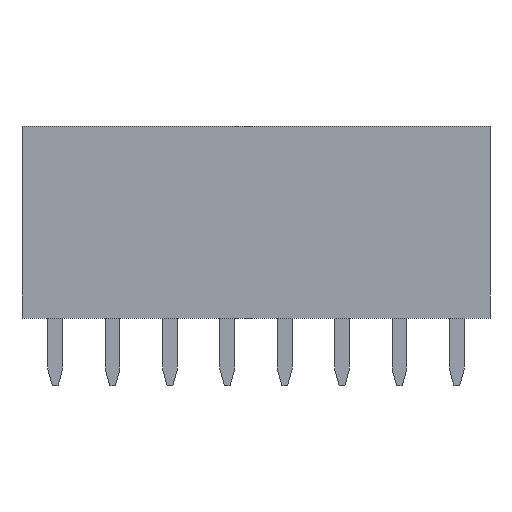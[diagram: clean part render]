
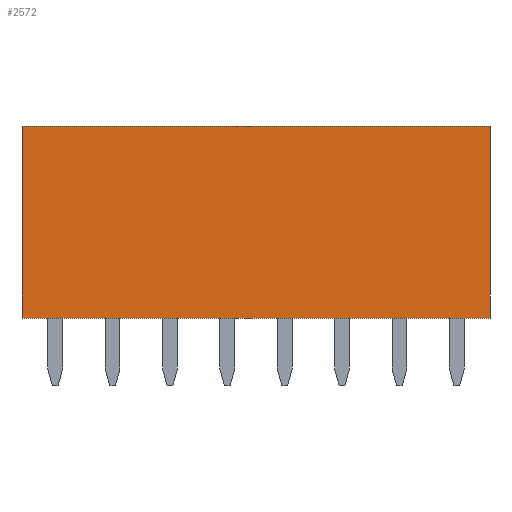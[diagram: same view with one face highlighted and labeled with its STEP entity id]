
A CAD part, front view. The second image highlights one B-rep face of the part: STEP entity #2572.
In plain terms, the highlighted planar face has unit normal (0, -1, 0).
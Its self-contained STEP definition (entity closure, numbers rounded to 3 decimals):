
#323 = CARTESIAN_POINT ( 'NONE',  ( 0., 0., 8.5 ) ) ;
#397 = DIRECTION ( 'NONE',  ( 0., 0., -1. ) ) ;
#559 = EDGE_CURVE ( 'NONE', #1167, #2402, #1625, .T. ) ;
#622 = EDGE_LOOP ( 'NONE', ( #2782, #1595, #4071, #2343 ) ) ;
#662 = DIRECTION ( 'NONE',  ( 0., 1., 0. ) ) ;
#836 = VECTOR ( 'NONE', #1292, 1000. ) ;
#934 = LINE ( 'NONE', #3769, #836 ) ;
#1017 = VECTOR ( 'NONE', #3301, 1000. ) ;
#1093 = EDGE_CURVE ( 'NONE', #1167, #3644, #934, .T. ) ;
#1106 = CARTESIAN_POINT ( 'NONE',  ( 20.72, 0., 8.5 ) ) ;
#1167 = VERTEX_POINT ( 'NONE', #3516 ) ;
#1292 = DIRECTION ( 'NONE',  ( 1., 0., 0. ) ) ;
#1447 = CARTESIAN_POINT ( 'NONE',  ( 20.72, 0., 8.5 ) ) ;
#1549 = AXIS2_PLACEMENT_3D ( 'NONE', #323, #662, #2907 ) ;
#1595 = ORIENTED_EDGE ( 'NONE', *, *, #2276, .F. ) ;
#1625 = LINE ( 'NONE', #2679, #1822 ) ;
#1799 = LINE ( 'NONE', #1106, #1017 ) ;
#1822 = VECTOR ( 'NONE', #397, 1000. ) ;
#1823 = CARTESIAN_POINT ( 'NONE',  ( 0., 0., 0. ) ) ;
#2050 = LINE ( 'NONE', #3353, #2701 ) ;
#2276 = EDGE_CURVE ( 'NONE', #3644, #2590, #1799, .T. ) ;
#2309 = PLANE ( 'NONE',  #1549 ) ;
#2343 = ORIENTED_EDGE ( 'NONE', *, *, #559, .T. ) ;
#2385 = EDGE_CURVE ( 'NONE', #2402, #2590, #2050, .T. ) ;
#2402 = VERTEX_POINT ( 'NONE', #1823 ) ;
#2572 = ADVANCED_FACE ( 'NONE', ( #3428 ), #2309, .F. ) ;
#2590 = VERTEX_POINT ( 'NONE', #3496 ) ;
#2679 = CARTESIAN_POINT ( 'NONE',  ( 0., 0., 8.5 ) ) ;
#2701 = VECTOR ( 'NONE', #3634, 1000. ) ;
#2782 = ORIENTED_EDGE ( 'NONE', *, *, #2385, .T. ) ;
#2907 = DIRECTION ( 'NONE',  ( 0., 0., 1. ) ) ;
#3301 = DIRECTION ( 'NONE',  ( 0., 0., -1. ) ) ;
#3353 = CARTESIAN_POINT ( 'NONE',  ( 0., 0., 0. ) ) ;
#3428 = FACE_OUTER_BOUND ( 'NONE', #622, .T. ) ;
#3496 = CARTESIAN_POINT ( 'NONE',  ( 20.72, 0., 0. ) ) ;
#3516 = CARTESIAN_POINT ( 'NONE',  ( 0., 0., 8.5 ) ) ;
#3634 = DIRECTION ( 'NONE',  ( 1., 0., 0. ) ) ;
#3644 = VERTEX_POINT ( 'NONE', #1447 ) ;
#3769 = CARTESIAN_POINT ( 'NONE',  ( 0., 0., 8.5 ) ) ;
#4071 = ORIENTED_EDGE ( 'NONE', *, *, #1093, .F. ) ;
